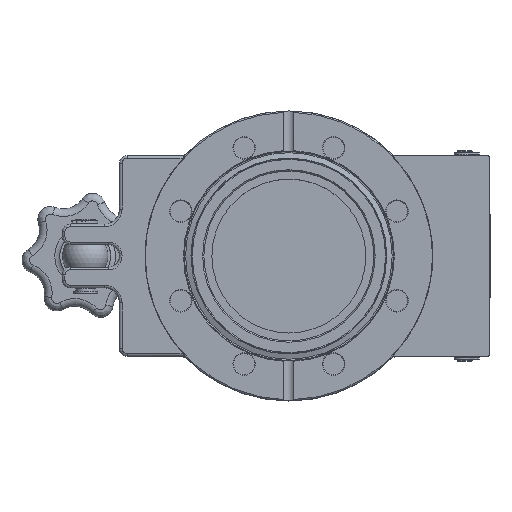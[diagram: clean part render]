
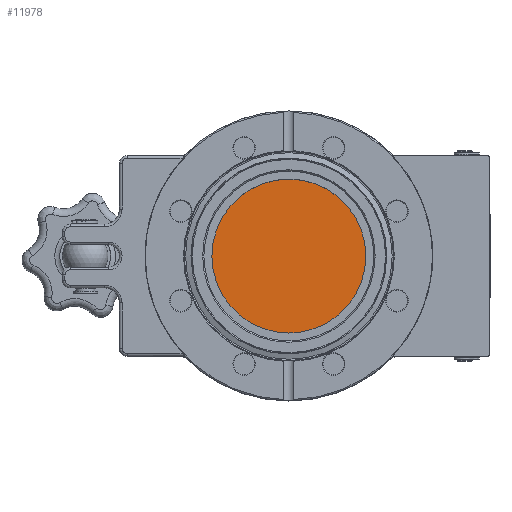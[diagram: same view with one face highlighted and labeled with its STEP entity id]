
A CAD part, top view. The second image highlights one B-rep face of the part: STEP entity #11978.
In plain terms, the highlighted planar face has unit normal (0, 0, 1).
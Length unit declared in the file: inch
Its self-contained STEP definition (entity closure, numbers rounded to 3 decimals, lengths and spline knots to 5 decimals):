
#578=PLANE('',#12841);
#876=FACE_OUTER_BOUND('',#1622,.T.);
#1622=EDGE_LOOP('',(#7745));
#3856=CIRCLE('',#12842,1.19488);
#4730=VERTEX_POINT('',#18520);
#5878=EDGE_CURVE('',#4730,#4730,#3856,.T.);
#7745=ORIENTED_EDGE('',*,*,#5878,.T.);
#11978=ADVANCED_FACE('',(#876),#578,.F.);
#12841=AXIS2_PLACEMENT_3D('',#18519,#14595,#14596);
#12842=AXIS2_PLACEMENT_3D('',#18521,#14597,#14598);
#14595=DIRECTION('center_axis',(0.,0.,
-1.));
#14596=DIRECTION('ref_axis',(0.259,-0.966,0.));
#14597=DIRECTION('center_axis',(0.,0.,
1.));
#14598=DIRECTION('ref_axis',(0.,-1.,0.));
#18519=CARTESIAN_POINT('Origin',(0.,0.00002,
-1.01181));
#18520=CARTESIAN_POINT('',(0.,1.19491,-1.01181));
#18521=CARTESIAN_POINT('Origin',(0.,0.00002,
-1.01181));
